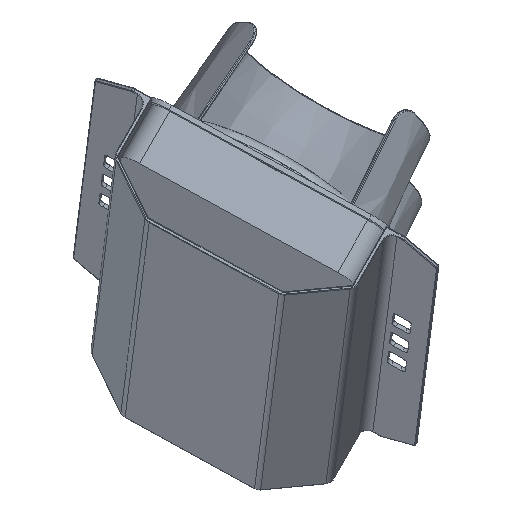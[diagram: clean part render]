
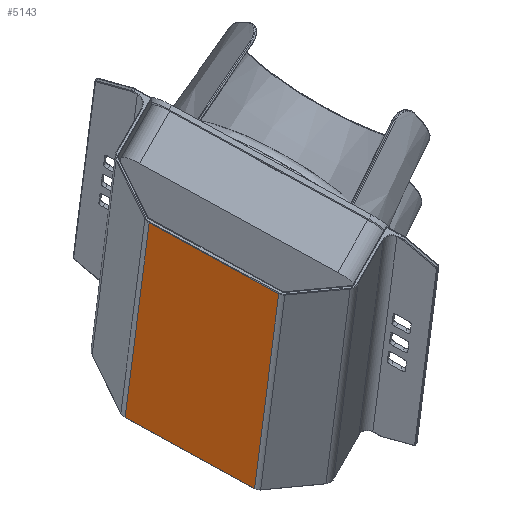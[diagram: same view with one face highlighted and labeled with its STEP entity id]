
A CAD part, front view. The second image highlights one B-rep face of the part: STEP entity #5143.
In plain terms, the highlighted face is planar.
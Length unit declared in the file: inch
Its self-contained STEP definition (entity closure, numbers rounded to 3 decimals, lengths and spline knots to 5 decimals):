
#304=PLANE($,#5699);
#539=FACE_OUTER_BOUND($,#846,.T.);
#846=EDGE_LOOP($,(#3970,#3971,#3972,#3973));
#1132=LINE($,#9252,#1466);
#1167=LINE($,#9464,#1501);
#1168=LINE($,#9468,#1502);
#1169=LINE($,#9469,#1503);
#1466=VECTOR($,#6767,5.38858);
#1501=VECTOR($,#6962,30.72);
#1502=VECTOR($,#6967,30.72);
#1503=VECTOR($,#6968,5.38858);
#2205=VERTEX_POINT($,#9244);
#2207=VERTEX_POINT($,#9250);
#2263=VERTEX_POINT($,#9463);
#2264=VERTEX_POINT($,#9467);
#2782=EDGE_CURVE($,#2207,#2205,#1132,.T.);
#2870=EDGE_CURVE($,#2205,#2263,#1167,.T.);
#2872=EDGE_CURVE($,#2264,#2207,#1168,.T.);
#2873=EDGE_CURVE($,#2263,#2264,#1169,.T.);
#3970=ORIENTED_EDGE($,*,*,#2782,.F.);
#3971=ORIENTED_EDGE($,*,*,#2872,.F.);
#3972=ORIENTED_EDGE($,*,*,#2873,.F.);
#3973=ORIENTED_EDGE($,*,*,#2870,.F.);
#5143=ADVANCED_FACE($,(#539),#304,.T.);
#5699=AXIS2_PLACEMENT_3D($,#9466,#6965,#6966);
#6767=DIRECTION($,(1.,0.,0.));
#6962=DIRECTION($,(0.,-1.,0.));
#6965=DIRECTION('center_axis',(0.,0.,1.));
#6966=DIRECTION('ref_axis',(1.,0.,0.));
#6967=DIRECTION($,(0.,1.,0.));
#6968=DIRECTION($,(-1.,0.,0.));
#9244=CARTESIAN_POINT('',(2.69429,5.4075,4.125));
#9250=CARTESIAN_POINT('',(-2.69429,5.4075,4.125));
#9252=CARTESIAN_POINT($,(-1.40625,5.4075,4.125));
#9463=CARTESIAN_POINT('',(2.69429,-25.3125,4.125));
#9464=CARTESIAN_POINT($,(2.69429,0.,4.125));
#9466=CARTESIAN_POINT('Origin',(-2.8125,0.,4.125));
#9467=CARTESIAN_POINT('',(-2.69429,-25.3125,4.125));
#9468=CARTESIAN_POINT($,(-2.69429,0.,4.125));
#9469=CARTESIAN_POINT($,(-1.40625,-25.3125,4.125));
